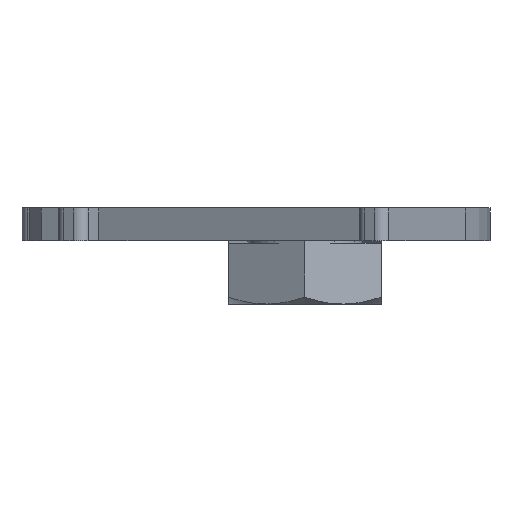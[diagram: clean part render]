
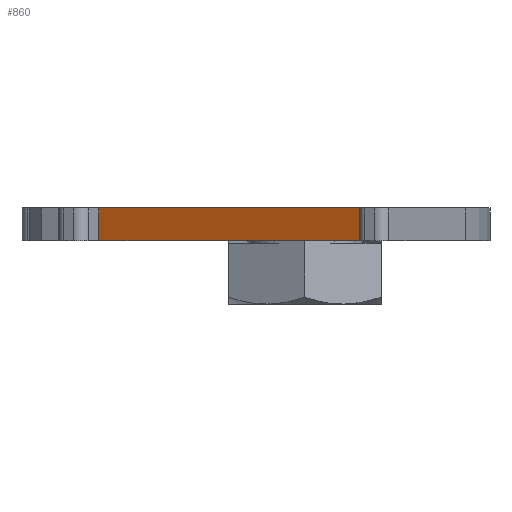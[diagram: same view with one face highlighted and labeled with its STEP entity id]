
A CAD part, left-side view. The second image highlights one B-rep face of the part: STEP entity #860.
In plain terms, the highlighted planar face has unit normal (-0.866, 0.5, 0).
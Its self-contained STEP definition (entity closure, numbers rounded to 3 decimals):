
#3 = VERTEX_POINT ( 'NONE', #1990 ) ;
#32 = CARTESIAN_POINT ( 'NONE',  ( 587.109, 1040.903, 1257.4 ) ) ;
#74 = VERTEX_POINT ( 'NONE', #836 ) ;
#98 = DIRECTION ( 'NONE',  ( -0.5, -0.866, 0. ) ) ;
#124 = CARTESIAN_POINT ( 'NONE',  ( 601.558, 1065.928, 1254.4 ) ) ;
#163 = DIRECTION ( 'NONE',  ( 0., 0., 1. ) ) ;
#208 = VERTEX_POINT ( 'NONE', #2069 ) ;
#265 = PLANE ( 'NONE',  #1677 ) ;
#295 = CARTESIAN_POINT ( 'NONE',  ( 587.109, 1040.903, 1257.4 ) ) ;
#319 = VERTEX_POINT ( 'NONE', #124 ) ;
#329 = CARTESIAN_POINT ( 'NONE',  ( 587.109, 1040.903, 1257.4 ) ) ;
#350 = CARTESIAN_POINT ( 'NONE',  ( 601.558, 1065.928, 1257.4 ) ) ;
#418 = VECTOR ( 'NONE', #163, 1000. ) ;
#426 = VECTOR ( 'NONE', #2101, 1000. ) ;
#427 = EDGE_CURVE ( 'NONE', #319, #3, #804, .T. ) ;
#491 = DIRECTION ( 'NONE',  ( 0., 0., 1. ) ) ;
#551 = EDGE_CURVE ( 'NONE', #3, #74, #1885, .T. ) ;
#558 = ORIENTED_EDGE ( 'NONE', *, *, #949, .F. ) ;
#628 = CARTESIAN_POINT ( 'NONE',  ( 587.109, 1040.903, 1254.4 ) ) ;
#804 = LINE ( 'NONE', #628, #1358 ) ;
#836 = CARTESIAN_POINT ( 'NONE',  ( 587.109, 1040.903, 1257.4 ) ) ;
#855 = LINE ( 'NONE', #350, #1285 ) ;
#860 = ADVANCED_FACE ( 'NONE', ( #2182 ), #265, .T. ) ;
#890 = LINE ( 'NONE', #32, #426 ) ;
#949 = EDGE_CURVE ( 'NONE', #319, #208, #855, .T. ) ;
#1285 = VECTOR ( 'NONE', #491, 1000. ) ;
#1318 = DIRECTION ( 'NONE',  ( -0.5, -0.866, 0. ) ) ;
#1358 = VECTOR ( 'NONE', #1318, 1000. ) ;
#1401 = ORIENTED_EDGE ( 'NONE', *, *, #427, .T. ) ;
#1635 = DIRECTION ( 'NONE',  ( -0.866, 0.5, 0. ) ) ;
#1677 = AXIS2_PLACEMENT_3D ( 'NONE', #295, #1635, #98 ) ;
#1856 = EDGE_LOOP ( 'NONE', ( #558, #1401, #2072, #2000 ) ) ;
#1885 = LINE ( 'NONE', #329, #418 ) ;
#1990 = CARTESIAN_POINT ( 'NONE',  ( 587.109, 1040.903, 1254.4 ) ) ;
#2000 = ORIENTED_EDGE ( 'NONE', *, *, #2191, .F. ) ;
#2069 = CARTESIAN_POINT ( 'NONE',  ( 601.558, 1065.928, 1257.4 ) ) ;
#2072 = ORIENTED_EDGE ( 'NONE', *, *, #551, .T. ) ;
#2101 = DIRECTION ( 'NONE',  ( -0.5, -0.866, 0. ) ) ;
#2182 = FACE_OUTER_BOUND ( 'NONE', #1856, .T. ) ;
#2191 = EDGE_CURVE ( 'NONE', #208, #74, #890, .T. ) ;
